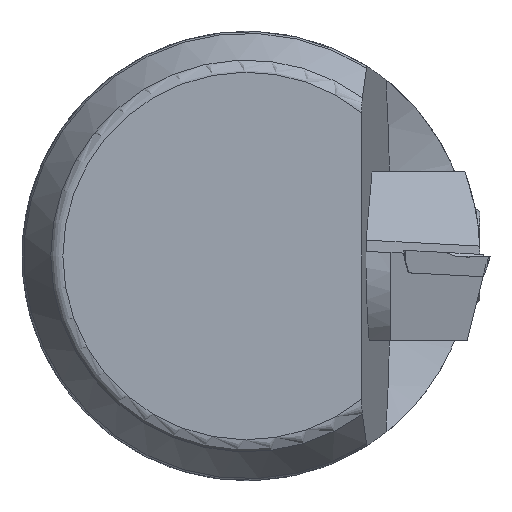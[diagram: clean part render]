
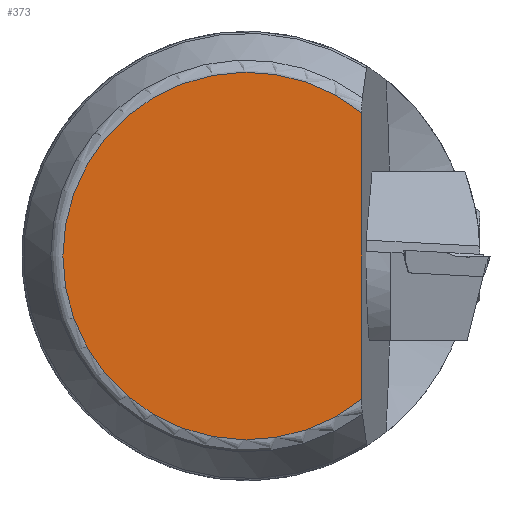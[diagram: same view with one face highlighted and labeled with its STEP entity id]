
A CAD part, left-side view. The second image highlights one B-rep face of the part: STEP entity #373.
In plain terms, the highlighted planar face has unit normal (-1, 0, 0).
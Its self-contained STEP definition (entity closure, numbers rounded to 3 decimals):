
#111=PLANE('',#1204);
#152=LINE('',#1690,#229);
#229=VECTOR('',#1328,1.);
#324=FACE_OUTER_BOUND('',#531,.T.);
#373=ADVANCED_FACE('',(#324),#111,.T.);
#531=EDGE_LOOP('',(#634,#635));
#634=ORIENTED_EDGE('',*,*,#1025,.T.);
#635=ORIENTED_EDGE('',*,*,#1028,.T.);
#920=VERTEX_POINT('',#1661);
#921=VERTEX_POINT('',#1662);
#1025=EDGE_CURVE('',#920,#921,#1165,.T.);
#1028=EDGE_CURVE('',#921,#920,#152,.T.);
#1165=CIRCLE('',#1202,19.634);
#1202=AXIS2_PLACEMENT_3D('',#1660,#1324,#1325);
#1204=AXIS2_PLACEMENT_3D('',#1691,#1329,#1330);
#1324=DIRECTION('',(-1.,0.,0.));
#1325=DIRECTION('',(0.,-1.,0.));
#1328=DIRECTION('',(0.,0.,1.));
#1329=DIRECTION('',(-1.,0.,0.));
#1330=DIRECTION('',(0.,-1.,0.));
#1660=CARTESIAN_POINT('',(0.,0.,0.));
#1661=CARTESIAN_POINT('',(0.,-12.3,15.304));
#1662=CARTESIAN_POINT('',(0.,-12.3,-15.304));
#1690=CARTESIAN_POINT('',(0.,-12.3,0.));
#1691=CARTESIAN_POINT('',(0.,0.,0.));
